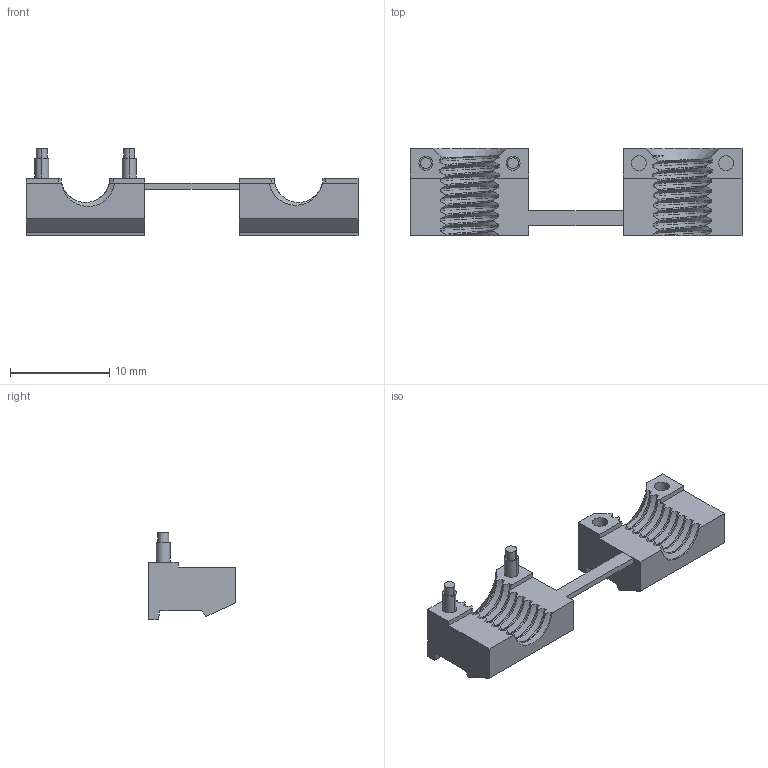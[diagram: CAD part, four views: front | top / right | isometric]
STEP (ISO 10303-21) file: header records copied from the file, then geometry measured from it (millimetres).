
FILE_DESCRIPTION (( 'STEP AP214' ), '1' );
FILE_NAME ('6211682', '2019-01-28T16:54:11', ( '' ), ('JUGARD+KÜNSTNER GmbH'), 'SwSTEP 2.0', 'SolidWorks 2017', '' );
FILE_SCHEMA (( 'AUTOMOTIVE_DESIGN' ));
Length unit declared in the file: millimetre
Products named in the file (1): 6211682
Bounding box: 33.5 x 8.8 x 8.8 mm (x, y, z)
Volume: 797.3 mm3; surface area: 1021.6 mm2
Topology: 2 solids, 2 shells, 124 faces, 342 edges, 228 vertices
Faces by surface type: bspline 52, plane 40, cylinder 29, cone 3
Entity records: 24488 total; most frequent: CARTESIAN_POINT 21768, ORIENTED_EDGE 684, DIRECTION 394, EDGE_CURVE 342, VERTEX_POINT 228, LINE 184, VECTOR 184, EDGE_LOOP 130
